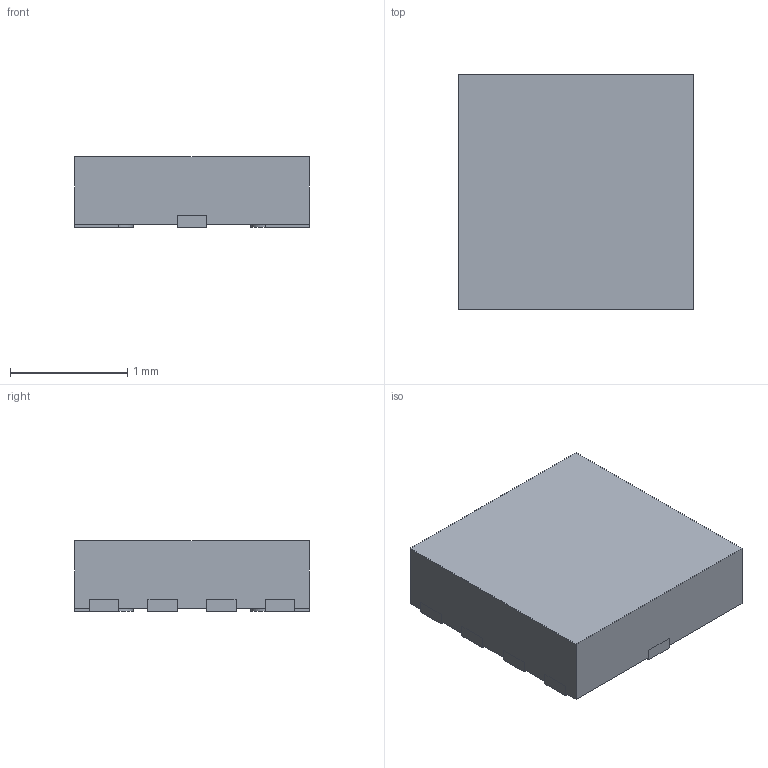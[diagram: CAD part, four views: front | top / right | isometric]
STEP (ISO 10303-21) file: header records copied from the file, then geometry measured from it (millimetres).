
FILE_DESCRIPTION((''),'2;1');
FILE_NAME('RMC0010A_ASM','2021-11-18T09:56:37',('a0412086'),(''),'CREO PARAMETRIC BY PTC INC, 2018500','CREO PARAMETRIC BY PTC INC, 2018500','');
FILE_SCHEMA(('CONFIG_CONTROL_DESIGN','SHAPE_APPEARANCE_LAYERS_GROUPS'));
Length unit declared in the file: millimetre
Products named in the file (3): FRAME; MOLD; RMC0010A_ASM
Assembly tree (2 placements, depth 2):
  RMC0010A_ASM
    FRAME
    MOLD
Bounding box: 2 x 2 x 0.6 mm (x, y, z)
Volume: 2.3 mm3; surface area: 17.1 mm2
Topology: 11 solids, 11 shells, 106 faces, 252 edges, 168 vertices
Faces by surface type: plane 88, cylinder 18
Entity records: 4039 total; most frequent: CARTESIAN_POINT 531, DIRECTION 510, ORIENTED_EDGE 504, PRESENTATION_STYLE_ASSIGNMENT 273, STYLED_ITEM 263, CURVE_STYLE 252, EDGE_CURVE 252, VECTOR 216
